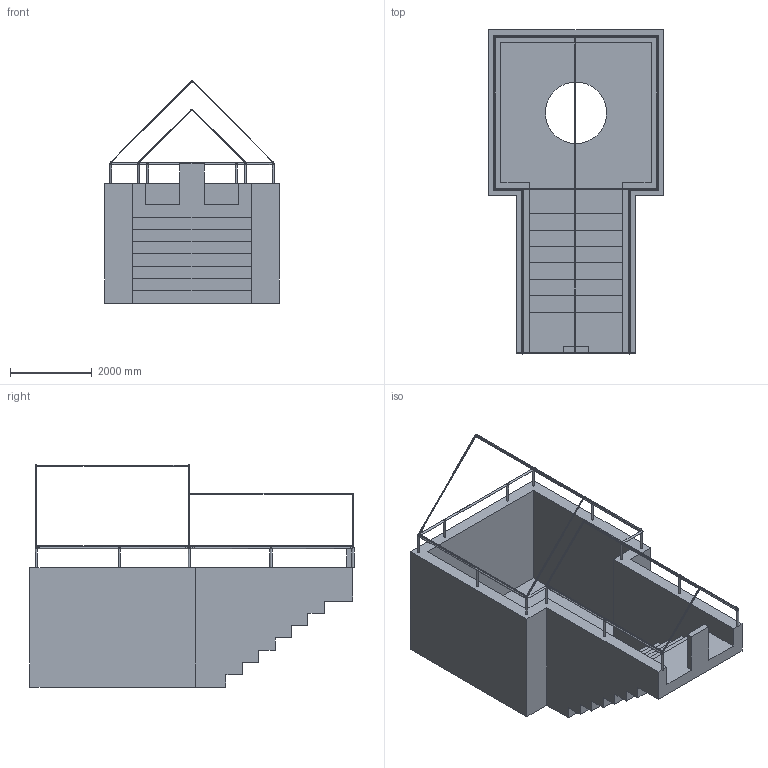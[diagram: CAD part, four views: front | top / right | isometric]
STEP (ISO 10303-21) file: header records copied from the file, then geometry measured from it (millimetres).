
FILE_DESCRIPTION(/* description */ (''),/* implementation_level */ '2;1');
FILE_NAME(/* name */ 'Pond & Frame .step',/* time_stamp */ '2020-08-21T10:42:54+05:00',/* author */ (''),/* organization */ (''),/* preprocessor_version */ 'ST-DEVELOPER v18.1',/* originating_system */ 'Autodesk Translation Framework v9.3.0.1241',/* authorisation */ '');
FILE_SCHEMA (('AUTOMOTIVE_DESIGN { 1 0 10303 214 3 1 1 }'));
Length unit declared in the file: millimetre
Products named in the file (12): Pond & Frame; Hinge front; Component32; Component33; Stopper; Left front; Right front; Right back ; Left back ; Hinge back 1; Hinge back 2; Pond
Assembly tree (11 placements, depth 3):
  Pond & Frame
    Hinge front
      Component32
      Component33
    Stopper
    Left front
    Right front
    Right back 
    Left back 
    Hinge back 1
    Hinge back 2
    Pond
Bounding box: 4262.4 x 7909.2 x 5423.84 mm (x, y, z)
Volume: 23451997756.3 mm3; surface area: 182502870.7 mm2
Topology: 19 solids, 29 shells, 617 faces, 1717 edges, 1096 vertices
Faces by surface type: plane 441, cylinder 176
Full cylindrical faces by diameter (mm): 2.8 x4, 6 x31, 48.8 x23, 50.8 x21, 1500 x1
Entity records: 22951 total; most frequent: CARTESIAN_POINT 6547, ORIENTED_EDGE 3434, DIRECTION 3165, EDGE_CURVE 1717, LINE 1369, VECTOR 1369, VERTEX_POINT 1096, AXIS2_PLACEMENT_3D 898
